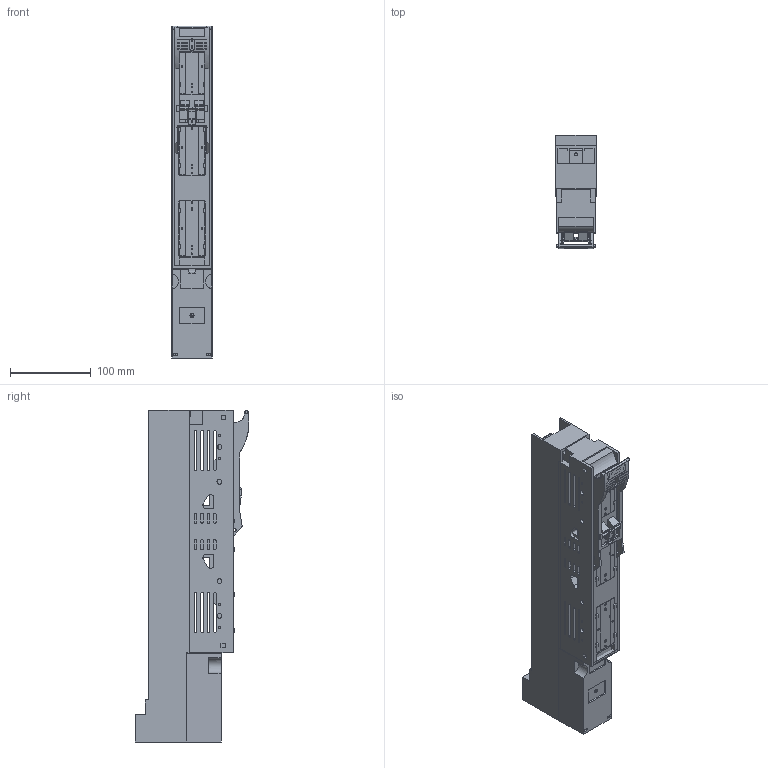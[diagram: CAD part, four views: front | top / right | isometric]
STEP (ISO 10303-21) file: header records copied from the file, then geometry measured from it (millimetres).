
FILE_DESCRIPTION(('CATIA V5 STEP'),'2;1');
FILE_NAME('L0636_NH_Sicherungslastschaltleiste_SL00_3x3_100_F_HA.stp','2018-11-13T10:13:18+00:00',('none'),('Jean Müller GmbH'),'CATIA Version 5 Release 19 SP 9 (IN-10)','CATIA V5 STEP AP214','none');
FILE_SCHEMA(('AUTOMOTIVE_DESIGN { 1 0 10303 214 1 1 1 1 }'));
Products named in the file (1): L0636_NH-Sicherungslastschaltleiste SL00-3x3/100/F/HA
Bounding box: 50 x 140.69 x 410 mm (x, y, z)
Volume: 1396724.5 mm3; surface area: 389700.7 mm2
Topology: 11 solids, 11 shells, 1589 faces, 4801 edges, 3195 vertices
Faces by surface type: plane 1078, cylinder 293, bspline 104, cone 94, torus 12, extrusion 8
Entity records: 55750 total; most frequent: CARTESIAN_POINT 15939, ORIENTED_EDGE 9602, DIRECTION 6018, EDGE_CURVE 4801, VECTOR 3431, LINE 3423, VERTEX_POINT 3195, EDGE_LOOP 1776
